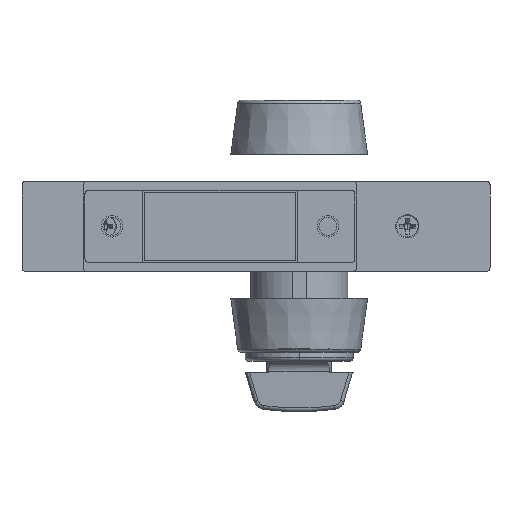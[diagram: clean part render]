
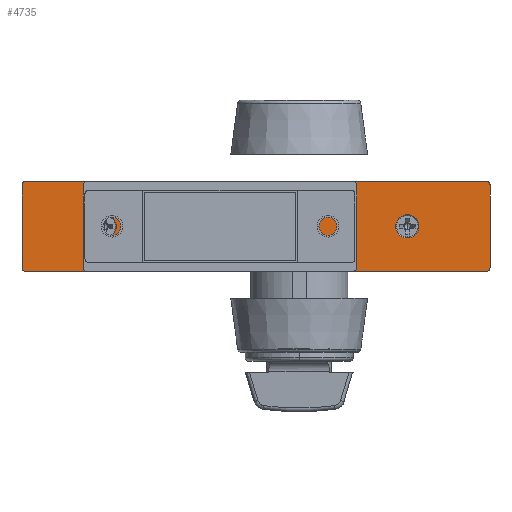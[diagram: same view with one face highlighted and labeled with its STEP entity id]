
A CAD part, left-side view. The second image highlights one B-rep face of the part: STEP entity #4735.
In plain terms, the highlighted planar face has unit normal (-1, 0, 0).
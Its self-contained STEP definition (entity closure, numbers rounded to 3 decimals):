
#1013 = VERTEX_POINT ( 'NONE', #12383 ) ;
#1014 = VERTEX_POINT ( 'NONE', #12384 ) ;
#1017 = VERTEX_POINT ( 'NONE', #12387 ) ;
#1018 = VERTEX_POINT ( 'NONE', #12388 ) ;
#1025 = VERTEX_POINT ( 'NONE', #12395 ) ;
#1026 = VERTEX_POINT ( 'NONE', #12396 ) ;
#1028 = VERTEX_POINT ( 'NONE', #12398 ) ;
#1030 = VERTEX_POINT ( 'NONE', #12400 ) ;
#1032 = VERTEX_POINT ( 'NONE', #12402 ) ;
#1034 = VERTEX_POINT ( 'NONE', #12404 ) ;
#1036 = VERTEX_POINT ( 'NONE', #12406 ) ;
#1038 = VERTEX_POINT ( 'NONE', #12408 ) ;
#1039 = VERTEX_POINT ( 'NONE', #12409 ) ;
#1040 = VERTEX_POINT ( 'NONE', #12410 ) ;
#1041 = VERTEX_POINT ( 'NONE', #12411 ) ;
#1042 = VERTEX_POINT ( 'NONE', #12412 ) ;
#3537 = ORIENTED_EDGE ( 'NONE', *, *, #4487, .T. ) ;
#3538 = ORIENTED_EDGE ( 'NONE', *, *, #4520, .T. ) ;
#3539 = ORIENTED_EDGE ( 'NONE', *, *, #4521, .T. ) ;
#3540 = ORIENTED_EDGE ( 'NONE', *, *, #4483, .T. ) ;
#3541 = ORIENTED_EDGE ( 'NONE', *, *, #4522, .T. ) ;
#3542 = ORIENTED_EDGE ( 'NONE', *, *, #4523, .T. ) ;
#3543 = ORIENTED_EDGE ( 'NONE', *, *, #4519, .T. ) ;
#3544 = ORIENTED_EDGE ( 'NONE', *, *, #4524, .T. ) ;
#3545 = ORIENTED_EDGE ( 'NONE', *, *, #4507, .F. ) ;
#3546 = ORIENTED_EDGE ( 'NONE', *, *, #4501, .F. ) ;
#3547 = ORIENTED_EDGE ( 'NONE', *, *, #4497, .F. ) ;
#3548 = ORIENTED_EDGE ( 'NONE', *, *, #4504, .F. ) ;
#3549 = ORIENTED_EDGE ( 'NONE', *, *, #4510, .F. ) ;
#3550 = ORIENTED_EDGE ( 'NONE', *, *, #4513, .F. ) ;
#3551 = ORIENTED_EDGE ( 'NONE', *, *, #4516, .F. ) ;
#3552 = ORIENTED_EDGE ( 'NONE', *, *, #4518, .F. ) ;
#4483 = EDGE_CURVE ( 'NONE', #1014, #1013, #13617, .T. ) ;
#4487 = EDGE_CURVE ( 'NONE', #1018, #1017, #18300, .T. ) ;
#4497 = EDGE_CURVE ( 'NONE', #1025, #1026, #18315, .T. ) ;
#4501 = EDGE_CURVE ( 'NONE', #1028, #1025, #15452, .T. ) ;
#4504 = EDGE_CURVE ( 'NONE', #1030, #1028, #18308, .T. ) ;
#4507 = EDGE_CURVE ( 'NONE', #1032, #1030, #15456, .T. ) ;
#4510 = EDGE_CURVE ( 'NONE', #1034, #1032, #18318, .T. ) ;
#4513 = EDGE_CURVE ( 'NONE', #1036, #1034, #15460, .T. ) ;
#4516 = EDGE_CURVE ( 'NONE', #1038, #1036, #18326, .T. ) ;
#4518 = EDGE_CURVE ( 'NONE', #1026, #1038, #15463, .T. ) ;
#4519 = EDGE_CURVE ( 'NONE', #1040, #1041, #15464, .T. ) ;
#4520 = EDGE_CURVE ( 'NONE', #1017, #1018, #18346, .T. ) ;
#4521 = EDGE_CURVE ( 'NONE', #1013, #1014, #18342, .T. ) ;
#4522 = EDGE_CURVE ( 'NONE', #1039, #1040, #15465, .T. ) ;
#4523 = EDGE_CURVE ( 'NONE', #1041, #1042, #15466, .T. ) ;
#4524 = EDGE_CURVE ( 'NONE', #1042, #1039, #15467, .T. ) ;
#4735 = ADVANCED_FACE ( 'NONE', ( #15573, #15574, #15575, #15576 ), #19369, .F. ) ;
#12383 = CARTESIAN_POINT ( 'NONE',  ( -1.5, 42., -3.25 ) ) ;
#12384 = CARTESIAN_POINT ( 'NONE',  ( -1.5, 42., 3.25 ) ) ;
#12387 = CARTESIAN_POINT ( 'NONE',  ( -1.5, -42., -3.25 ) ) ;
#12388 = CARTESIAN_POINT ( 'NONE',  ( -1.5, -42., 3.25 ) ) ;
#12395 = CARTESIAN_POINT ( 'NONE',  ( -1.5, -64., 12.5 ) ) ;
#12396 = CARTESIAN_POINT ( 'NONE',  ( -1.5, -65., 11.5 ) ) ;
#12398 = CARTESIAN_POINT ( 'NONE',  ( -1.5, 64., 12.5 ) ) ;
#12400 = CARTESIAN_POINT ( 'NONE',  ( -1.5, 65., 11.5 ) ) ;
#12402 = CARTESIAN_POINT ( 'NONE',  ( -1.5, 65., -11.5 ) ) ;
#12404 = CARTESIAN_POINT ( 'NONE',  ( -1.5, 64., -12.5 ) ) ;
#12406 = CARTESIAN_POINT ( 'NONE',  ( -1.5, -64., -12.5 ) ) ;
#12408 = CARTESIAN_POINT ( 'NONE',  ( -1.5, -65., -11.5 ) ) ;
#12409 = CARTESIAN_POINT ( 'NONE',  ( -1.5, -2.65, 6.4 ) ) ;
#12410 = CARTESIAN_POINT ( 'NONE',  ( -1.5, -2.65, -6.4 ) ) ;
#12411 = CARTESIAN_POINT ( 'NONE',  ( -1.5, 22.65, -6.4 ) ) ;
#12412 = CARTESIAN_POINT ( 'NONE',  ( -1.5, 22.65, 6.4 ) ) ;
#13617 = CIRCLE ( 'NONE', #13618, 3.25 ) ;
#13618 = AXIS2_PLACEMENT_3D ( 'NONE', #17946, #17947, #17948 ) ;
#15452 = LINE ( 'NONE', #17989, #18321 ) ;
#15456 = LINE ( 'NONE', #18003, #18329 ) ;
#15460 = LINE ( 'NONE', #18017, #18338 ) ;
#15463 = LINE ( 'NONE', #18029, #18345 ) ;
#15464 = LINE ( 'NONE', #18031, #18347 ) ;
#15465 = LINE ( 'NONE', #18039, #18350 ) ;
#15466 = LINE ( 'NONE', #18041, #18351 ) ;
#15467 = LINE ( 'NONE', #18043, #18353 ) ;
#15573 = FACE_BOUND ( 'NONE', #29230, .T. ) ;
#15574 = FACE_BOUND ( 'NONE', #29231, .T. ) ;
#15575 = FACE_BOUND ( 'NONE', #29232, .T. ) ;
#15576 = FACE_OUTER_BOUND ( 'NONE', #29233, .T. ) ;
#17946 = CARTESIAN_POINT ( 'NONE',  ( -1.5, 42., 0. ) ) ;
#17947 = DIRECTION ( 'NONE',  ( 1., 0., 0. ) ) ;
#17948 = DIRECTION ( 'NONE',  ( 0., 0., -1. ) ) ;
#17956 = CARTESIAN_POINT ( 'NONE',  ( -1.5, -42., 0. ) ) ;
#17957 = DIRECTION ( 'NONE',  ( 1., 0., 0. ) ) ;
#17958 = DIRECTION ( 'NONE',  ( 0., 0., -1. ) ) ;
#17980 = CARTESIAN_POINT ( 'NONE',  ( -1.5, -64., 11.5 ) ) ;
#17981 = DIRECTION ( 'NONE',  ( 1., 0., 0. ) ) ;
#17982 = DIRECTION ( 'NONE',  ( 0., 0., -1. ) ) ;
#17989 = CARTESIAN_POINT ( 'NONE',  ( -1.5, 64., 12.5 ) ) ;
#17990 = DIRECTION ( 'NONE',  ( 0., -1., 0. ) ) ;
#17996 = CARTESIAN_POINT ( 'NONE',  ( -1.5, 64., 11.5 ) ) ;
#17997 = DIRECTION ( 'NONE',  ( 1., 0., 0. ) ) ;
#17998 = DIRECTION ( 'NONE',  ( 0., 0., 1. ) ) ;
#18003 = CARTESIAN_POINT ( 'NONE',  ( -1.5, 65., -11.5 ) ) ;
#18004 = DIRECTION ( 'NONE',  ( 0., 0., 1. ) ) ;
#18010 = CARTESIAN_POINT ( 'NONE',  ( -1.5, 64., -11.5 ) ) ;
#18011 = DIRECTION ( 'NONE',  ( 1., 0., 0. ) ) ;
#18012 = DIRECTION ( 'NONE',  ( 0., 0., -1. ) ) ;
#18017 = CARTESIAN_POINT ( 'NONE',  ( -1.5, -64., -12.5 ) ) ;
#18018 = DIRECTION ( 'NONE',  ( 0., 1., 0. ) ) ;
#18024 = CARTESIAN_POINT ( 'NONE',  ( -1.5, -64., -11.5 ) ) ;
#18025 = DIRECTION ( 'NONE',  ( 1., 0., 0. ) ) ;
#18026 = DIRECTION ( 'NONE',  ( 0., 0., 1. ) ) ;
#18029 = CARTESIAN_POINT ( 'NONE',  ( -1.5, -65., 11.5 ) ) ;
#18030 = DIRECTION ( 'NONE',  ( 0., 0., -1. ) ) ;
#18031 = CARTESIAN_POINT ( 'NONE',  ( -1.5, 22.65, -6.4 ) ) ;
#18032 = DIRECTION ( 'NONE',  ( 0., 1., 0. ) ) ;
#18033 = CARTESIAN_POINT ( 'NONE',  ( -1.5, -42., 0. ) ) ;
#18034 = DIRECTION ( 'NONE',  ( 1., 0., 0. ) ) ;
#18035 = DIRECTION ( 'NONE',  ( 0., 0., -1. ) ) ;
#18036 = CARTESIAN_POINT ( 'NONE',  ( -1.5, 42., 0. ) ) ;
#18037 = DIRECTION ( 'NONE',  ( 1., 0., 0. ) ) ;
#18038 = DIRECTION ( 'NONE',  ( 0., 0., -1. ) ) ;
#18039 = CARTESIAN_POINT ( 'NONE',  ( -1.5, -2.65, -6.4 ) ) ;
#18040 = DIRECTION ( 'NONE',  ( 0., 0., -1. ) ) ;
#18041 = CARTESIAN_POINT ( 'NONE',  ( -1.5, 22.65, 6.4 ) ) ;
#18042 = DIRECTION ( 'NONE',  ( 0., 0., 1. ) ) ;
#18043 = CARTESIAN_POINT ( 'NONE',  ( -1.5, -2.65, 6.4 ) ) ;
#18044 = DIRECTION ( 'NONE',  ( 0., -1., 0. ) ) ;
#18300 = CIRCLE ( 'NONE', #18301, 3.25 ) ;
#18301 = AXIS2_PLACEMENT_3D ( 'NONE', #17956, #17957, #17958 ) ;
#18308 = CIRCLE ( 'NONE', #18325, 1. ) ;
#18315 = CIRCLE ( 'NONE', #18316, 1. ) ;
#18316 = AXIS2_PLACEMENT_3D ( 'NONE', #17980, #17981, #17982 ) ;
#18318 = CIRCLE ( 'NONE', #18334, 1. ) ;
#18321 = VECTOR ( 'NONE', #17990, 1000. ) ;
#18325 = AXIS2_PLACEMENT_3D ( 'NONE', #17996, #17997, #17998 ) ;
#18326 = CIRCLE ( 'NONE', #18343, 1. ) ;
#18329 = VECTOR ( 'NONE', #18004, 1000. ) ;
#18334 = AXIS2_PLACEMENT_3D ( 'NONE', #18010, #18011, #18012 ) ;
#18338 = VECTOR ( 'NONE', #18018, 1000. ) ;
#18342 = CIRCLE ( 'NONE', #18349, 3.25 ) ;
#18343 = AXIS2_PLACEMENT_3D ( 'NONE', #18024, #18025, #18026 ) ;
#18345 = VECTOR ( 'NONE', #18030, 1000. ) ;
#18346 = CIRCLE ( 'NONE', #18348, 3.25 ) ;
#18347 = VECTOR ( 'NONE', #18032, 1000. ) ;
#18348 = AXIS2_PLACEMENT_3D ( 'NONE', #18033, #18034, #18035 ) ;
#18349 = AXIS2_PLACEMENT_3D ( 'NONE', #18036, #18037, #18038 ) ;
#18350 = VECTOR ( 'NONE', #18040, 1000. ) ;
#18351 = VECTOR ( 'NONE', #18042, 1000. ) ;
#18353 = VECTOR ( 'NONE', #18044, 1000. ) ;
#18654 = AXIS2_PLACEMENT_3D ( 'NONE', #19370, #19371, #19372 ) ;
#19369 = PLANE ( 'NONE',  #18654 ) ;
#19370 = CARTESIAN_POINT ( 'NONE',  ( -1.5, -64., 11.5 ) ) ;
#19371 = DIRECTION ( 'NONE',  ( 1., 0., 0. ) ) ;
#19372 = DIRECTION ( 'NONE',  ( 0., 0., -1. ) ) ;
#29230 = EDGE_LOOP ( 'NONE', ( #3537, #3538 ) ) ;
#29231 = EDGE_LOOP ( 'NONE', ( #3540, #3539 ) ) ;
#29232 = EDGE_LOOP ( 'NONE', ( #3541, #3543, #3542, #3544 ) ) ;
#29233 = EDGE_LOOP ( 'NONE', ( #3547, #3546, #3548, #3545, #3549, #3550, #3551, #3552 ) ) ;
